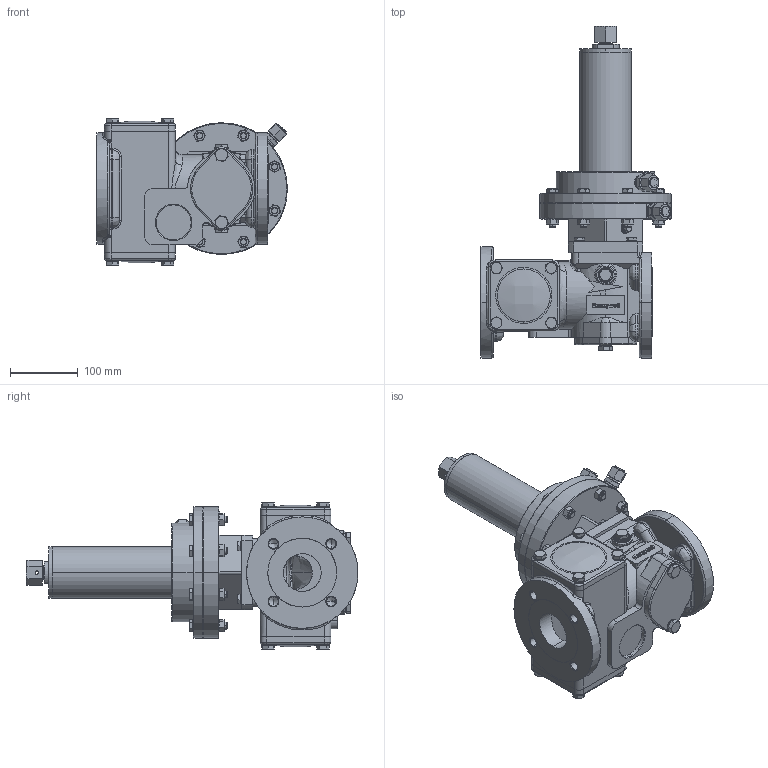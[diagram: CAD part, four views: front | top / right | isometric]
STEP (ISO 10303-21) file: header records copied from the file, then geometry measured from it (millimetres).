
FILE_DESCRIPTION (( 'STEP AP214' ), '1' );
FILE_NAME ('V_MB_HON370_50_RE0_o_SAV_-_.STEP', '2017-03-07T07:50:06', ( '' ), ( '' ), 'SwSTEP 2.0', 'SolidWorks 2015', '' );
FILE_SCHEMA (( 'AUTOMOTIVE_DESIGN' ));
Length unit declared in the file: millimetre
Products named in the file (1): V_MB_HON370_50_RE0_o_SAV_-_
Bounding box: 282.5 x 491.52 x 217.8 mm (x, y, z)
Volume: 4294348.1 mm3; surface area: 824468.9 mm2
Topology: 71 solids, 71 shells, 2573 faces, 6180 edges, 3822 vertices
Faces by surface type: plane 912, cylinder 708, cone 589, bspline 364
Entity records: 110645 total; most frequent: CARTESIAN_POINT 52572, ORIENTED_EDGE 12244, DIRECTION 11320, EDGE_CURVE 6122, AXIS2_PLACEMENT_3D 4444, VERTEX_POINT 3822, EDGE_LOOP 2890, ADVANCED_FACE 2573
